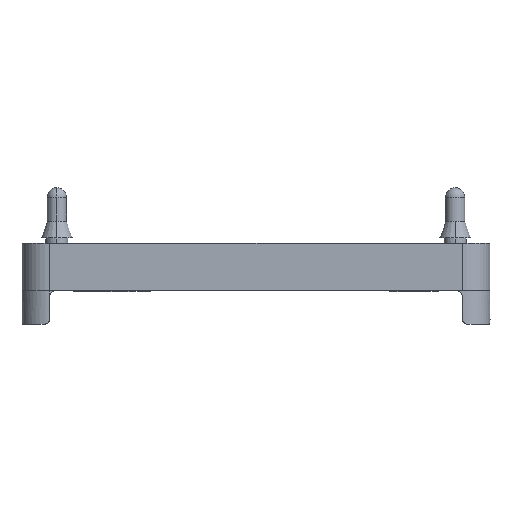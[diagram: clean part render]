
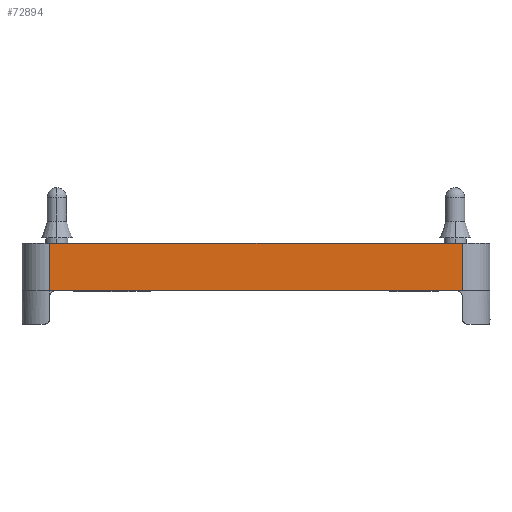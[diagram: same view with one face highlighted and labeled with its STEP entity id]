
A CAD part, left-side view. The second image highlights one B-rep face of the part: STEP entity #72894.
In plain terms, the highlighted planar face has unit normal (-1, 0, 0).
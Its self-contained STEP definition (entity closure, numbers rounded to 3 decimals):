
#859=CARTESIAN_POINT('',(-42.0,36.968,-2.0));
#860=VERTEX_POINT('',#859);
#3945=CARTESIAN_POINT('',(-42.0,-36.968,-2.0));
#3946=VERTEX_POINT('',#3945);
#3954=CARTESIAN_POINT('',(-42.0,-36.968,-2.0));
#3955=DIRECTION('',(0.0,1.0,0.0));
#3956=VECTOR('',#3955,73.937);
#3957=LINE('',#3954,#3956);
#3958=EDGE_CURVE('',#3946,#860,#3957,.T.);
#71286=CARTESIAN_POINT('',(-42.0,-37.0,-2.0));
#71287=VERTEX_POINT('',#71286);
#71295=CARTESIAN_POINT('',(-42.0,-37.0,-2.0));
#71296=DIRECTION('',(0.0,1.0,0.0));
#71297=VECTOR('',#71296,0.032);
#71298=LINE('',#71295,#71297);
#71299=EDGE_CURVE('',#71287,#3946,#71298,.T.);
#71460=CARTESIAN_POINT('',(-42.0,37.,-2.0));
#71461=VERTEX_POINT('',#71460);
#71479=CARTESIAN_POINT('',(-42.0,36.968,-2.0));
#71480=DIRECTION('',(0.0,1.0,0.0));
#71481=VECTOR('',#71480,0.032);
#71482=LINE('',#71479,#71481);
#71483=EDGE_CURVE('',#860,#71461,#71482,.T.);
#72862=CARTESIAN_POINT('',(-42.0,-37.0,-2.0));
#72863=DIRECTION('',(-1.0,0.0,0.0));
#72864=DIRECTION('',(0.0,0.0,1.0));
#72865=AXIS2_PLACEMENT_3D('',#72862,#72863,#72864);
#72866=PLANE('',#72865);
#72867=CARTESIAN_POINT('',(-42.0,-37.0,6.5));
#72868=VERTEX_POINT('',#72867);
#72869=CARTESIAN_POINT('',(-42.0,-37.0,-2.0));
#72870=DIRECTION('',(0.0,0.0,1.0));
#72871=VECTOR('',#72870,8.5);
#72872=LINE('',#72869,#72871);
#72873=EDGE_CURVE('',#71287,#72868,#72872,.T.);
#72874=ORIENTED_EDGE('',*,*,#72873,.T.);
#72875=CARTESIAN_POINT('',(-42.0,37.,6.5));
#72876=VERTEX_POINT('',#72875);
#72877=CARTESIAN_POINT('',(-42.0,-37.0,6.5));
#72878=DIRECTION('',(0.0,1.0,0.0));
#72879=VECTOR('',#72878,74.0);
#72880=LINE('',#72877,#72879);
#72881=EDGE_CURVE('',#72868,#72876,#72880,.T.);
#72882=ORIENTED_EDGE('',*,*,#72881,.T.);
#72883=CARTESIAN_POINT('',(-42.0,37.,-2.0));
#72884=DIRECTION('',(0.0,0.0,1.0));
#72885=VECTOR('',#72884,8.5);
#72886=LINE('',#72883,#72885);
#72887=EDGE_CURVE('',#71461,#72876,#72886,.T.);
#72888=ORIENTED_EDGE('',*,*,#72887,.F.);
#72889=ORIENTED_EDGE('',*,*,#71483,.F.);
#72890=ORIENTED_EDGE('',*,*,#3958,.F.);
#72891=ORIENTED_EDGE('',*,*,#71299,.F.);
#72892=EDGE_LOOP('',(#72874,#72882,#72888,#72889,#72890,#72891));
#72893=FACE_OUTER_BOUND('',#72892,.T.);
#72894=ADVANCED_FACE('',(#72893),#72866,.T.);
